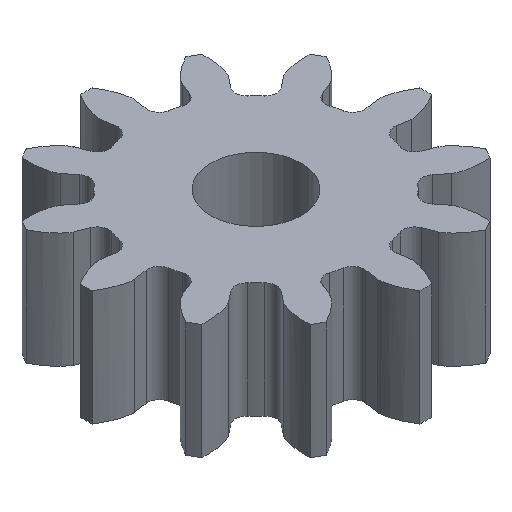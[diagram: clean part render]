
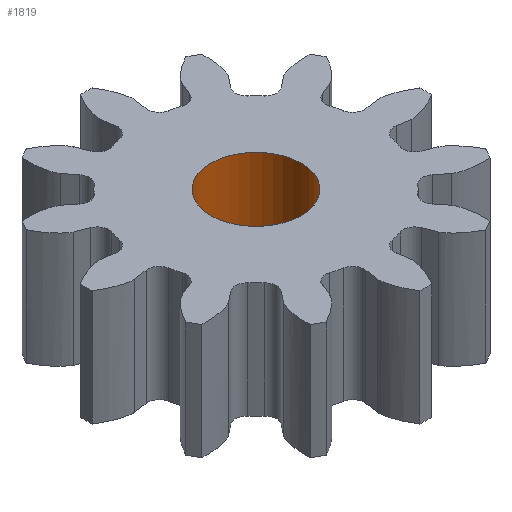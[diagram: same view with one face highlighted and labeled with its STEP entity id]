
A CAD part, isometric view. The second image highlights one B-rep face of the part: STEP entity #1819.
In plain terms, the highlighted cylindrical face has radius 2.75 mm (diameter 5.5 mm), a full revolution.
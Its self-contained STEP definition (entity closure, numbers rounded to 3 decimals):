
#115=FACE_OUTER_BOUND('',#214,.T.);
#214=EDGE_LOOP('',(#1188,#1189,#1190,#1191));
#315=LINE('',#2591,#460);
#460=VECTOR('',#2099,2.75);
#605=CIRCLE('',#1921,2.75);
#606=CIRCLE('',#1922,2.75);
#703=VERTEX_POINT('',#2588);
#704=VERTEX_POINT('',#2590);
#897=EDGE_CURVE('',#703,#703,#605,.T.);
#898=EDGE_CURVE('',#703,#704,#315,.T.);
#899=EDGE_CURVE('',#704,#704,#606,.T.);
#1188=ORIENTED_EDGE('',*,*,#897,.F.);
#1189=ORIENTED_EDGE('',*,*,#898,.T.);
#1190=ORIENTED_EDGE('',*,*,#899,.F.);
#1191=ORIENTED_EDGE('',*,*,#898,.F.);
#1770=CYLINDRICAL_SURFACE('',#1920,2.75);
#1819=ADVANCED_FACE('',(#115),#1770,.F.);
#1920=AXIS2_PLACEMENT_3D('',#2587,#2095,#2096);
#1921=AXIS2_PLACEMENT_3D('',#2589,#2097,#2098);
#1922=AXIS2_PLACEMENT_3D('',#2592,#2100,#2101);
#2095=DIRECTION('center_axis',(0.,0.,-1.));
#2096=DIRECTION('ref_axis',(-1.,0.,0.));
#2097=DIRECTION('center_axis',(0.,0.,1.));
#2098=DIRECTION('ref_axis',(-1.,0.,0.));
#2099=DIRECTION('',(0.,0.,1.));
#2100=DIRECTION('center_axis',(0.,0.,-1.));
#2101=DIRECTION('ref_axis',(-1.,0.,0.));
#2587=CARTESIAN_POINT('Origin',(0.,18.,7.));
#2588=CARTESIAN_POINT('',(2.75,18.,0.));
#2589=CARTESIAN_POINT('Origin',(0.,18.,0.));
#2590=CARTESIAN_POINT('',(2.75,18.,7.));
#2591=CARTESIAN_POINT('',(2.75,18.,7.));
#2592=CARTESIAN_POINT('Origin',(0.,18.,7.));
